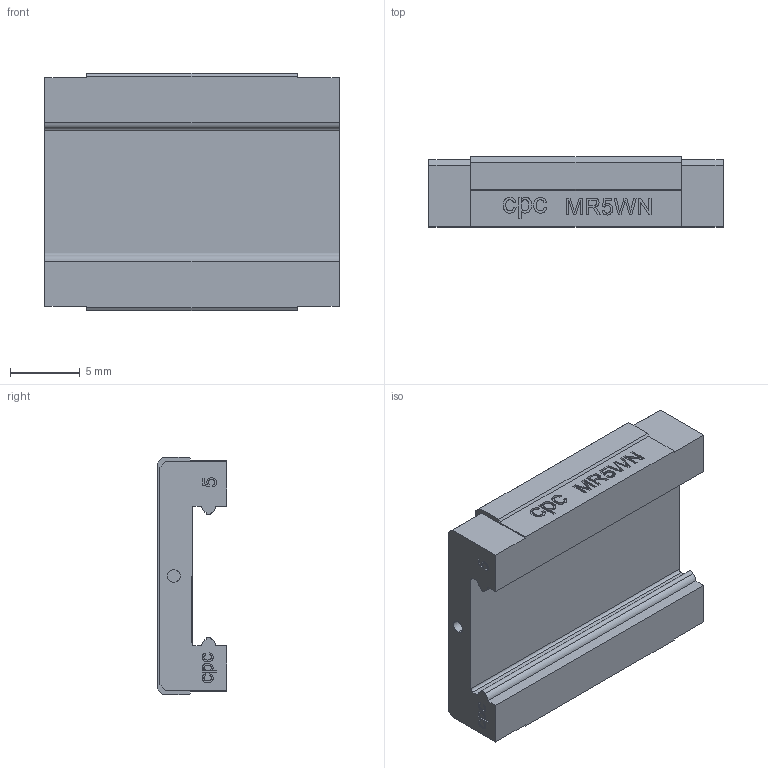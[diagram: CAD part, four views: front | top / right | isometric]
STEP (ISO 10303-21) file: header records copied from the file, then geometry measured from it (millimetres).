
FILE_DESCRIPTION (( 'STEP AP203' ), '1' );
FILE_NAME ('5WN-SS-block.STEP', '2009-08-20T09:48:23', ( 'cpc' ), ( '' ), 'SwSTEP 2.0', 'SolidWorks 2007', '' );
FILE_SCHEMA (( 'CONFIG_CONTROL_DESIGN' ));
Length unit declared in the file: millimetre
Products named in the file (1): 5WN-SS-block
Bounding box: 21.1 x 5 x 17 mm (x, y, z)
Volume: 1177.7 mm3; surface area: 1278.3 mm2
Topology: 1 solids, 1 shells, 433 faces, 1169 edges, 770 vertices
Faces by surface type: plane 224, bspline 164, cylinder 29, cone 16
Entity records: 22394 total; most frequent: CARTESIAN_POINT 12545, ORIENTED_EDGE 2322, DIRECTION 1439, EDGE_CURVE 1161, VERTEX_POINT 770, VECTOR 767, LINE 767, EDGE_LOOP 473
